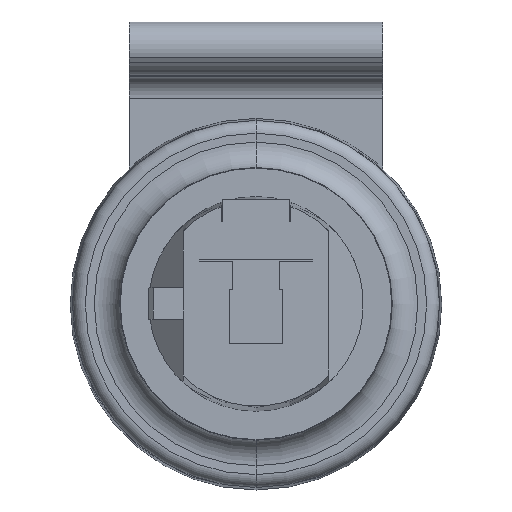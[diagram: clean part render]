
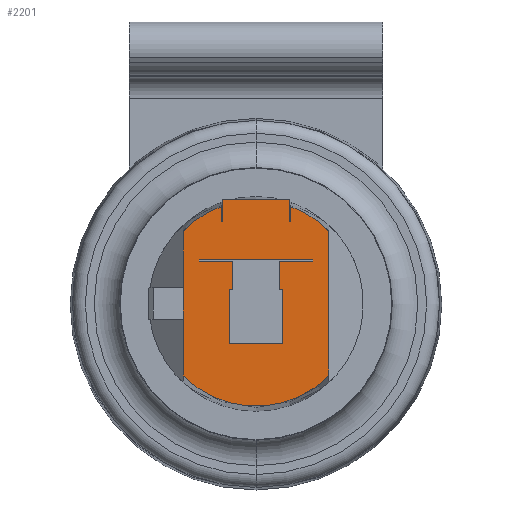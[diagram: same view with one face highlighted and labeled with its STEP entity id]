
A CAD part, top view. The second image highlights one B-rep face of the part: STEP entity #2201.
In plain terms, the highlighted planar face has unit normal (0, 0, 1).
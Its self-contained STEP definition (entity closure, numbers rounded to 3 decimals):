
#504=CARTESIAN_POINT('',(0.,0.62,0.));
#505=DIRECTION('',(0.,0.,1.));
#506=DIRECTION('',(-0.708,-0.707,0.));
#507=AXIS2_PLACEMENT_3D('',#504,#505,#506);
#536=CARTESIAN_POINT('',(-2.3,-1.676,0.));
#555=CARTESIAN_POINT('',(0.,0.62,0.));
#556=DIRECTION('',(0.,0.,-1.));
#557=DIRECTION('',(0.338,0.941,0.));
#558=AXIS2_PLACEMENT_3D('',#555,#556,#557);
#560=CARTESIAN_POINT('',(1.1,3.678,0.));
#577=CARTESIAN_POINT('',(-1.1,3.678,0.));
#579=CARTESIAN_POINT('',(0.,0.62,0.));
#580=DIRECTION('',(0.,0.,1.));
#581=DIRECTION('',(-0.338,0.941,0.));
#582=AXIS2_PLACEMENT_3D('',#579,#580,#581);
#589=CARTESIAN_POINT('',(-2.3,2.916,0.));
#596=DIRECTION('',(0.,1.,0.));
#597=VECTOR('',#596,0.05);
#598=CARTESIAN_POINT('',(1.8,1.95,0.));
#599=LINE('',#598,#597);
#600=DIRECTION('',(1.,0.,0.));
#601=VECTOR('',#600,3.6);
#602=CARTESIAN_POINT('',(-1.8,2.,0.));
#603=LINE('',#602,#601);
#604=DIRECTION('',(0.,-1.,0.));
#605=VECTOR('',#604,0.05);
#606=CARTESIAN_POINT('',(-1.8,2.,0.));
#607=LINE('',#606,#605);
#608=DIRECTION('',(1.,0.,0.));
#609=VECTOR('',#608,1.05);
#610=CARTESIAN_POINT('',(-1.8,1.95,0.));
#611=LINE('',#610,#609);
#612=DIRECTION('',(0.,-1.,0.));
#613=VECTOR('',#612,0.9);
#614=CARTESIAN_POINT('',(-0.75,1.95,0.));
#615=LINE('',#614,#613);
#616=DIRECTION('',(-1.,0.,0.));
#617=VECTOR('',#616,0.1);
#618=CARTESIAN_POINT('',(-0.75,1.05,0.));
#619=LINE('',#618,#617);
#620=DIRECTION('',(0.,-1.,0.));
#621=VECTOR('',#620,1.7);
#622=CARTESIAN_POINT('',(-0.85,1.05,0.));
#623=LINE('',#622,#621);
#624=DIRECTION('',(1.,0.,0.));
#625=VECTOR('',#624,1.7);
#626=CARTESIAN_POINT('',(-0.85,-0.65,0.));
#627=LINE('',#626,#625);
#628=DIRECTION('',(0.,1.,0.));
#629=VECTOR('',#628,1.7);
#630=CARTESIAN_POINT('',(0.85,-0.65,0.));
#631=LINE('',#630,#629);
#632=DIRECTION('',(-1.,0.,0.));
#633=VECTOR('',#632,0.1);
#634=CARTESIAN_POINT('',(0.85,1.05,0.));
#635=LINE('',#634,#633);
#636=DIRECTION('',(0.,1.,0.));
#637=VECTOR('',#636,0.9);
#638=CARTESIAN_POINT('',(0.75,1.05,0.));
#639=LINE('',#638,#637);
#640=DIRECTION('',(1.,0.,0.));
#641=VECTOR('',#640,1.05);
#642=CARTESIAN_POINT('',(0.75,1.95,0.));
#643=LINE('',#642,#641);
#644=DIRECTION('',(-1.,0.,0.));
#645=VECTOR('',#644,0.05);
#646=CARTESIAN_POINT('',(-1.05,3.2,0.));
#647=LINE('',#646,#645);
#648=DIRECTION('',(1.,0.,0.));
#649=VECTOR('',#648,2.1);
#650=CARTESIAN_POINT('',(-1.05,3.9,0.));
#651=LINE('',#650,#649);
#652=DIRECTION('',(-1.,0.,0.));
#653=VECTOR('',#652,0.05);
#654=CARTESIAN_POINT('',(1.1,3.2,0.));
#655=LINE('',#654,#653);
#656=DIRECTION('',(0.,-1.,0.));
#657=VECTOR('',#656,0.478);
#658=CARTESIAN_POINT('',(1.1,3.678,0.));
#659=LINE('',#658,#657);
#660=DIRECTION('',(0.,-1.,0.));
#661=VECTOR('',#660,4.592);
#662=CARTESIAN_POINT('',(2.3,2.916,0.));
#663=LINE('',#662,#661);
#664=DIRECTION('',(0.,-1.,0.));
#665=VECTOR('',#664,1.796);
#666=CARTESIAN_POINT('',(-2.3,0.12,0.));
#667=LINE('',#666,#665);
#668=DIRECTION('',(0.,1.,0.));
#669=VECTOR('',#668,1.);
#670=CARTESIAN_POINT('',(-2.3,0.12,0.));
#671=LINE('',#670,#669);
#672=DIRECTION('',(0.,-1.,0.));
#673=VECTOR('',#672,1.796);
#674=CARTESIAN_POINT('',(-2.3,2.916,0.));
#675=LINE('',#674,#673);
#676=DIRECTION('',(0.,-1.,0.));
#677=VECTOR('',#676,0.478);
#678=CARTESIAN_POINT('',(-1.1,3.678,0.));
#679=LINE('',#678,#677);
#813=DIRECTION('',(0.,-1.,0.));
#814=VECTOR('',#813,0.7);
#815=CARTESIAN_POINT('',(-1.05,3.9,0.));
#816=LINE('',#815,#814);
#829=DIRECTION('',(0.,-1.,0.));
#830=VECTOR('',#829,0.7);
#831=CARTESIAN_POINT('',(1.05,3.9,0.));
#832=LINE('',#831,#830);
#1126=CARTESIAN_POINT('',(2.3,2.916,0.));
#1127=CARTESIAN_POINT('',(2.3,-1.676,0.));
#1128=VERTEX_POINT('',#1126);
#1129=VERTEX_POINT('',#1127);
#1131=VERTEX_POINT('',#589);
#1133=VERTEX_POINT('',#536);
#1134=CARTESIAN_POINT('',(-0.75,1.95,0.));
#1135=CARTESIAN_POINT('',(-0.75,1.05,0.));
#1136=VERTEX_POINT('',#1134);
#1137=VERTEX_POINT('',#1135);
#1138=CARTESIAN_POINT('',(0.75,1.05,0.));
#1139=CARTESIAN_POINT('',(0.75,1.95,0.));
#1140=VERTEX_POINT('',#1138);
#1141=VERTEX_POINT('',#1139);
#1159=CARTESIAN_POINT('',(1.8,1.95,0.));
#1160=VERTEX_POINT('',#1159);
#1161=CARTESIAN_POINT('',(-1.8,1.95,0.));
#1162=VERTEX_POINT('',#1161);
#1163=CARTESIAN_POINT('',(-0.85,1.05,0.));
#1164=VERTEX_POINT('',#1163);
#1165=CARTESIAN_POINT('',(-0.85,-0.65,0.));
#1166=VERTEX_POINT('',#1165);
#1167=CARTESIAN_POINT('',(0.85,-0.65,0.));
#1168=VERTEX_POINT('',#1167);
#1169=CARTESIAN_POINT('',(0.85,1.05,0.));
#1170=VERTEX_POINT('',#1169);
#1172=VERTEX_POINT('',#577);
#1173=VERTEX_POINT('',#560);
#1190=CARTESIAN_POINT('',(-2.3,0.12,0.));
#1191=CARTESIAN_POINT('',(-2.3,1.12,0.));
#1192=VERTEX_POINT('',#1190);
#1193=VERTEX_POINT('',#1191);
#1251=CARTESIAN_POINT('',(1.1,3.2,0.));
#1252=VERTEX_POINT('',#1251);
#1253=CARTESIAN_POINT('',(-1.1,3.2,0.));
#1254=VERTEX_POINT('',#1253);
#1260=CARTESIAN_POINT('',(-1.05,3.9,0.));
#1262=VERTEX_POINT('',#1260);
#1264=CARTESIAN_POINT('',(1.05,3.9,0.));
#1266=VERTEX_POINT('',#1264);
#1267=CARTESIAN_POINT('',(-1.05,3.2,0.));
#1269=VERTEX_POINT('',#1267);
#1271=CARTESIAN_POINT('',(1.05,3.2,0.));
#1273=VERTEX_POINT('',#1271);
#1279=CARTESIAN_POINT('',(1.8,2.,0.));
#1281=VERTEX_POINT('',#1279);
#1283=CARTESIAN_POINT('',(-1.8,2.,0.));
#1285=VERTEX_POINT('',#1283);
#2145=CARTESIAN_POINT('',(0.,0.62,0.));
#2146=DIRECTION('',(0.,0.,1.));
#2147=DIRECTION('',(0.,-1.,0.));
#2148=AXIS2_PLACEMENT_3D('',#2145,#2146,#2147);
#2149=PLANE('',#2148);
#2151=ORIENTED_EDGE('',*,*,#2150,.F.);
#2153=ORIENTED_EDGE('',*,*,#2152,.F.);
#2155=ORIENTED_EDGE('',*,*,#2154,.T.);
#2157=ORIENTED_EDGE('',*,*,#2156,.T.);
#2159=ORIENTED_EDGE('',*,*,#2158,.F.);
#2161=ORIENTED_EDGE('',*,*,#2160,.F.);
#2162=ORIENTED_EDGE('',*,*,#2130,.T.);
#2164=ORIENTED_EDGE('',*,*,#2163,.T.);
#2165=ORIENTED_EDGE('',*,*,#2108,.F.);
#2166=ORIENTED_EDGE('',*,*,#2095,.F.);
#2168=ORIENTED_EDGE('',*,*,#2167,.T.);
#2169=ORIENTED_EDGE('',*,*,#2084,.F.);
#2170=ORIENTED_EDGE('',*,*,#2138,.F.);
#2172=ORIENTED_EDGE('',*,*,#2171,.T.);
#2173=EDGE_LOOP('',(#2151,#2153,#2155,#2157,#2159,#2161,#2162,#2164,#2165,#2166,
#2168,#2169,#2170,#2172));
#2174=FACE_OUTER_BOUND('',#2173,.F.);
#2176=ORIENTED_EDGE('',*,*,#2175,.T.);
#2178=ORIENTED_EDGE('',*,*,#2177,.F.);
#2180=ORIENTED_EDGE('',*,*,#2179,.T.);
#2182=ORIENTED_EDGE('',*,*,#2181,.T.);
#2184=ORIENTED_EDGE('',*,*,#2183,.T.);
#2186=ORIENTED_EDGE('',*,*,#2185,.T.);
#2188=ORIENTED_EDGE('',*,*,#2187,.T.);
#2190=ORIENTED_EDGE('',*,*,#2189,.T.);
#2192=ORIENTED_EDGE('',*,*,#2191,.T.);
#2194=ORIENTED_EDGE('',*,*,#2193,.T.);
#2196=ORIENTED_EDGE('',*,*,#2195,.T.);
#2198=ORIENTED_EDGE('',*,*,#2197,.T.);
#2199=EDGE_LOOP('',(#2176,#2178,#2180,#2182,#2184,#2186,#2188,#2190,#2192,#2194,
#2196,#2198));
#2200=FACE_BOUND('',#2199,.F.);
#508=CIRCLE('',#507,3.25);
#559=CIRCLE('',#558,3.25);
#583=CIRCLE('',#582,3.25);
#2084=EDGE_CURVE('',#1131,#1193,#675,.T.);
#2095=EDGE_CURVE('',#1192,#1133,#667,.T.);
#2108=EDGE_CURVE('',#1133,#1129,#508,.T.);
#2130=EDGE_CURVE('',#1173,#1128,#559,.T.);
#2138=EDGE_CURVE('',#1172,#1131,#583,.T.);
#2150=EDGE_CURVE('',#1269,#1254,#647,.T.);
#2152=EDGE_CURVE('',#1262,#1269,#816,.T.);
#2154=EDGE_CURVE('',#1262,#1266,#651,.T.);
#2156=EDGE_CURVE('',#1266,#1273,#832,.T.);
#2158=EDGE_CURVE('',#1252,#1273,#655,.T.);
#2160=EDGE_CURVE('',#1173,#1252,#659,.T.);
#2163=EDGE_CURVE('',#1128,#1129,#663,.T.);
#2167=EDGE_CURVE('',#1192,#1193,#671,.T.);
#2171=EDGE_CURVE('',#1172,#1254,#679,.T.);
#2175=EDGE_CURVE('',#1160,#1281,#599,.T.);
#2177=EDGE_CURVE('',#1285,#1281,#603,.T.);
#2179=EDGE_CURVE('',#1285,#1162,#607,.T.);
#2181=EDGE_CURVE('',#1162,#1136,#611,.T.);
#2183=EDGE_CURVE('',#1136,#1137,#615,.T.);
#2185=EDGE_CURVE('',#1137,#1164,#619,.T.);
#2187=EDGE_CURVE('',#1164,#1166,#623,.T.);
#2189=EDGE_CURVE('',#1166,#1168,#627,.T.);
#2191=EDGE_CURVE('',#1168,#1170,#631,.T.);
#2193=EDGE_CURVE('',#1170,#1140,#635,.T.);
#2195=EDGE_CURVE('',#1140,#1141,#639,.T.);
#2197=EDGE_CURVE('',#1141,#1160,#643,.T.);
#2201=ADVANCED_FACE('',(#2174,#2200),#2149,.T.);
